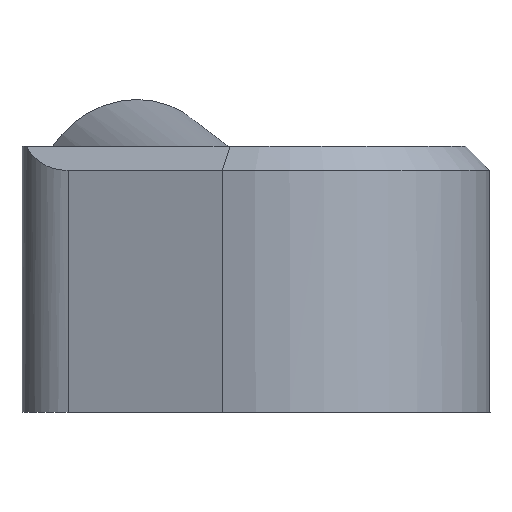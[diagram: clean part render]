
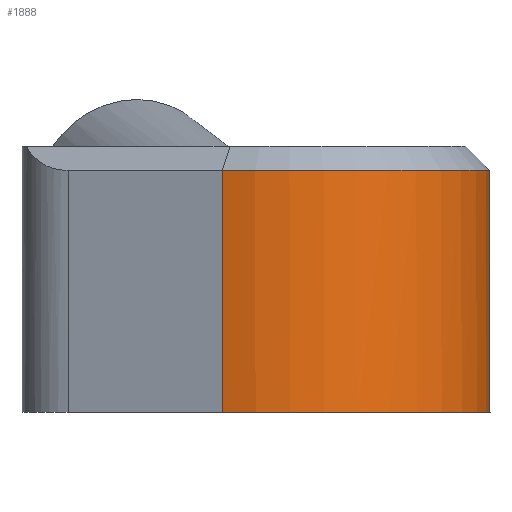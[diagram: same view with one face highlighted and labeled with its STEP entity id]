
A CAD part, left-side view. The second image highlights one B-rep face of the part: STEP entity #1888.
In plain terms, the highlighted cylindrical face has radius 25 mm (diameter 50 mm), a partial arc.
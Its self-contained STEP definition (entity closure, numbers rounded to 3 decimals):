
#58=B_SPLINE_CURVE_WITH_KNOTS('',3,(#3564,#3565,#3566,#3567,#3568,#3569,
#3570),.UNSPECIFIED.,.F.,.F.,(4,1,1,1,4),(-15.366,-14.285,
-13.205,-12.664,-11.673),.UNSPECIFIED.);
#115=CYLINDRICAL_SURFACE('',#2064,25.);
#197=CIRCLE('',#2065,25.);
#198=CIRCLE('',#2066,25.);
#296=FACE_OUTER_BOUND('',#423,.T.);
#423=EDGE_LOOP('',(#1630,#1631,#1632,#1633));
#579=LINE('',#3815,#733);
#733=VECTOR('',#2499,10.);
#891=VERTEX_POINT('',#3538);
#894=VERTEX_POINT('',#3553);
#912=VERTEX_POINT('',#3812);
#913=VERTEX_POINT('',#3814);
#1135=EDGE_CURVE('',#891,#894,#58,.T.);
#1163=EDGE_CURVE('',#894,#912,#197,.T.);
#1164=EDGE_CURVE('',#913,#912,#579,.T.);
#1165=EDGE_CURVE('',#913,#891,#198,.T.);
#1630=ORIENTED_EDGE('',*,*,#1135,.T.);
#1631=ORIENTED_EDGE('',*,*,#1163,.T.);
#1632=ORIENTED_EDGE('',*,*,#1164,.F.);
#1633=ORIENTED_EDGE('',*,*,#1165,.T.);
#1888=ADVANCED_FACE('',(#296),#115,.T.);
#2064=AXIS2_PLACEMENT_3D('',#3811,#2495,#2496);
#2065=AXIS2_PLACEMENT_3D('',#3813,#2497,#2498);
#2066=AXIS2_PLACEMENT_3D('',#3816,#2500,#2501);
#2495=DIRECTION('center_axis',(0.,0.,-1.));
#2496=DIRECTION('ref_axis',(-0.106,-0.994,0.));
#2497=DIRECTION('center_axis',(0.,0.,-1.));
#2498=DIRECTION('ref_axis',(-1.,0.,0.));
#2499=DIRECTION('',(0.,0.,1.));
#2500=DIRECTION('center_axis',(0.,0.,1.));
#2501=DIRECTION('ref_axis',(-1.,0.,0.));
#3538=CARTESIAN_POINT('',(-121.183,3.019,-1.5));
#3553=CARTESIAN_POINT('',(-121.74,-6.037,28.5));
#3564=CARTESIAN_POINT('Ctrl Pts',(-121.183,3.019,-1.5));
#3565=CARTESIAN_POINT('Ctrl Pts',(-120.902,0.712,-0.167));
#3566=CARTESIAN_POINT('Ctrl Pts',(-121.066,-3.6,3.83));
#3567=CARTESIAN_POINT('Ctrl Pts',(-121.968,-6.931,11.676));
#3568=CARTESIAN_POINT('Ctrl Pts',(-122.239,-7.765,20.409));
#3569=CARTESIAN_POINT('Ctrl Pts',(-121.965,-6.948,25.481));
#3570=CARTESIAN_POINT('Ctrl Pts',(-121.74,-6.037,28.5));
#3811=CARTESIAN_POINT('Origin',(-146.,0.,0.));
#3812=CARTESIAN_POINT('',(-169.615,8.205,28.5));
#3813=CARTESIAN_POINT('Origin',(-146.,0.,28.5));
#3814=CARTESIAN_POINT('',(-169.615,8.205,-1.5));
#3815=CARTESIAN_POINT('',(-169.615,8.205,0.));
#3816=CARTESIAN_POINT('Origin',(-146.,0.,-1.5));
